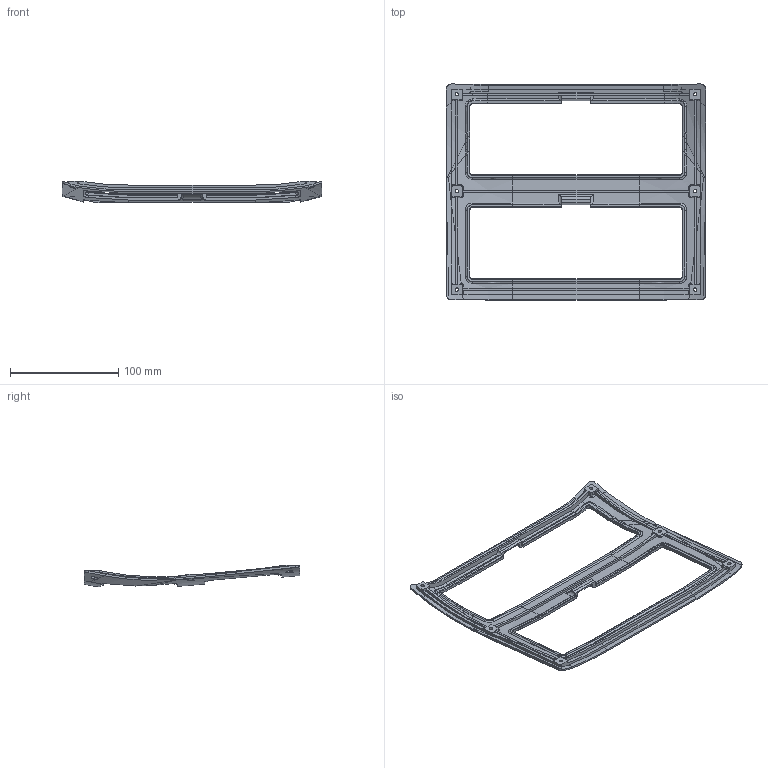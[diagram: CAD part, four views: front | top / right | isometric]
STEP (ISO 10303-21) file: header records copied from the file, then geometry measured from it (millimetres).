
FILE_DESCRIPTION (( 'STEP AP214' ), '1' );
FILE_NAME ('TrunkCoverOP2main.STEP', '2018-05-15T13:25:32', ( '' ), ( '' ), 'SwSTEP 2.0', 'SolidWorks 2016', '' );
FILE_SCHEMA (( 'AUTOMOTIVE_DESIGN' ));
Length unit declared in the file: millimetre
Products named in the file (2): TrunkCoverOP2main
Bounding box: 239.2 x 199.2 x 20.26 mm (x, y, z)
Volume: 79481.6 mm3; surface area: 58869.6 mm2
Topology: 1 solids, 1 shells, 474 faces, 1294 edges, 822 vertices
Faces by surface type: cylinder 175, bspline 170, plane 119, torus 10
Entity records: 19717 total; most frequent: CARTESIAN_POINT 9458, ORIENTED_EDGE 2588, DIRECTION 1586, EDGE_CURVE 1294, VERTEX_POINT 822, AXIS2_PLACEMENT_3D 558, EDGE_LOOP 490, FACE_OUTER_BOUND 474
